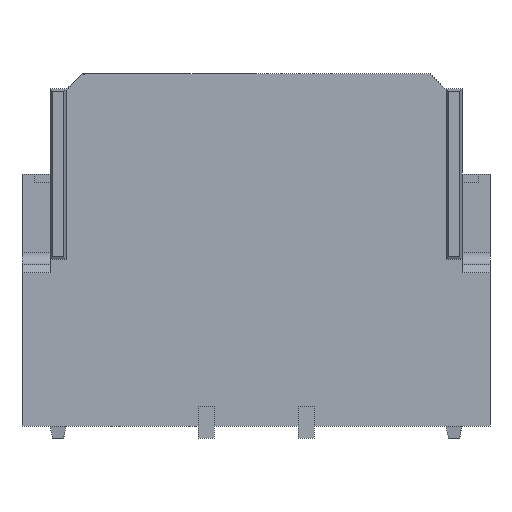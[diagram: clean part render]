
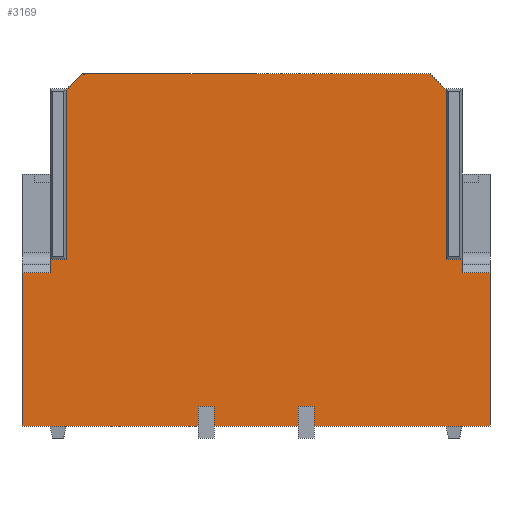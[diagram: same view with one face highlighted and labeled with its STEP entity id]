
A CAD part, front view. The second image highlights one B-rep face of the part: STEP entity #3169.
In plain terms, the highlighted planar face has unit normal (0, -1, 0).
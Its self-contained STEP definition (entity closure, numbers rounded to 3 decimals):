
#13=DIRECTION('',(1.,0.,0.));
#14=VECTOR('',#13,2.2);
#15=CARTESIAN_POINT('',(0.725,-2.725,-2.2));
#16=LINE('',#15,#14);
#53=DIRECTION('',(1.,0.,0.));
#54=VECTOR('',#53,2.2);
#55=CARTESIAN_POINT('',(-2.925,-2.725,-2.2));
#56=LINE('',#55,#54);
#69=DIRECTION('',(1.,0.,0.));
#70=VECTOR('',#69,1.05);
#71=CARTESIAN_POINT('',(-0.525,-2.725,-2.2));
#72=LINE('',#71,#70);
#132=DIRECTION('',(-1.,0.,0.));
#133=VECTOR('',#132,0.35);
#134=CARTESIAN_POINT('',(2.925,-2.725,-0.285));
#135=LINE('',#134,#133);
#136=DIRECTION('',(0.,0.,1.));
#137=VECTOR('',#136,0.25);
#138=CARTESIAN_POINT('',(0.725,-2.725,-2.2));
#139=LINE('',#138,#137);
#140=DIRECTION('',(1.,0.,0.));
#141=VECTOR('',#140,0.2);
#142=CARTESIAN_POINT('',(0.525,-2.725,-1.95));
#143=LINE('',#142,#141);
#144=DIRECTION('',(0.,0.,1.));
#145=VECTOR('',#144,0.25);
#146=CARTESIAN_POINT('',(0.525,-2.725,-2.2));
#147=LINE('',#146,#145);
#148=DIRECTION('',(0.,0.,-1.));
#149=VECTOR('',#148,0.25);
#150=CARTESIAN_POINT('',(-0.525,-2.725,-1.95));
#151=LINE('',#150,#149);
#152=DIRECTION('',(1.,0.,0.));
#153=VECTOR('',#152,0.2);
#154=CARTESIAN_POINT('',(-0.725,-2.725,-1.95));
#155=LINE('',#154,#153);
#156=DIRECTION('',(0.,0.,-1.));
#157=VECTOR('',#156,0.25);
#158=CARTESIAN_POINT('',(-0.725,-2.725,-1.95));
#159=LINE('',#158,#157);
#160=DIRECTION('',(0.,0.,1.));
#161=VECTOR('',#160,1.915);
#162=CARTESIAN_POINT('',(-2.925,-2.725,-2.2));
#163=LINE('',#162,#161);
#164=DIRECTION('',(-1.,0.,0.));
#165=VECTOR('',#164,0.35);
#166=CARTESIAN_POINT('',(-2.575,-2.725,-0.285));
#167=LINE('',#166,#165);
#168=DIRECTION('',(-1.,0.,0.));
#169=VECTOR('',#168,0.2);
#170=CARTESIAN_POINT('',(-2.375,-2.725,-0.115));
#171=LINE('',#170,#169);
#172=DIRECTION('',(0.,0.,1.));
#173=VECTOR('',#172,2.115);
#174=CARTESIAN_POINT('',(-2.375,-2.725,-0.115));
#175=LINE('',#174,#173);
#176=DIRECTION('',(-0.707,0.,-0.707));
#177=VECTOR('',#176,0.283);
#178=CARTESIAN_POINT('',(-2.175,-2.725,2.2));
#179=LINE('',#178,#177);
#180=DIRECTION('',(-0.707,0.,0.707));
#181=VECTOR('',#180,0.283);
#182=CARTESIAN_POINT('',(2.375,-2.725,2.));
#183=LINE('',#182,#181);
#184=DIRECTION('',(0.,0.,1.));
#185=VECTOR('',#184,2.115);
#186=CARTESIAN_POINT('',(2.375,-2.725,-0.115));
#187=LINE('',#186,#185);
#188=DIRECTION('',(1.,0.,0.));
#189=VECTOR('',#188,0.2);
#190=CARTESIAN_POINT('',(2.375,-2.725,-0.115));
#191=LINE('',#190,#189);
#204=DIRECTION('',(0.,0.,1.));
#205=VECTOR('',#204,0.17);
#206=CARTESIAN_POINT('',(2.575,-2.725,-0.285));
#207=LINE('',#206,#205);
#1150=DIRECTION('',(1.,0.,0.));
#1151=VECTOR('',#1150,4.35);
#1152=CARTESIAN_POINT('',(-2.175,-2.725,2.2));
#1153=LINE('',#1152,#1151);
#1222=DIRECTION('',(0.,0.,-1.));
#1223=VECTOR('',#1222,0.17);
#1224=CARTESIAN_POINT('',(-2.575,-2.725,-0.115));
#1225=LINE('',#1224,#1223);
#1603=DIRECTION('',(0.,0.,1.));
#1604=VECTOR('',#1603,1.915);
#1605=CARTESIAN_POINT('',(2.925,-2.725,-2.2));
#1606=LINE('',#1605,#1604);
#2348=CARTESIAN_POINT('',(-2.175,-2.725,2.2));
#2350=VERTEX_POINT('',#2348);
#2377=CARTESIAN_POINT('',(2.175,-2.725,2.2));
#2378=VERTEX_POINT('',#2377);
#2455=CARTESIAN_POINT('',(-2.375,-2.725,2.));
#2456=VERTEX_POINT('',#2455);
#2457=CARTESIAN_POINT('',(2.375,-2.725,2.));
#2458=VERTEX_POINT('',#2457);
#2459=CARTESIAN_POINT('',(-2.375,-2.725,-0.115));
#2460=CARTESIAN_POINT('',(-2.575,-2.725,-0.115));
#2461=VERTEX_POINT('',#2459);
#2462=VERTEX_POINT('',#2460);
#2479=CARTESIAN_POINT('',(2.375,-2.725,-0.115));
#2480=CARTESIAN_POINT('',(2.575,-2.725,-0.115));
#2481=VERTEX_POINT('',#2479);
#2482=VERTEX_POINT('',#2480);
#2667=CARTESIAN_POINT('',(2.925,-2.725,-2.2));
#2668=VERTEX_POINT('',#2667);
#2669=CARTESIAN_POINT('',(-2.925,-2.725,-2.2));
#2670=VERTEX_POINT('',#2669);
#2687=CARTESIAN_POINT('',(-0.725,-2.725,-1.95));
#2688=CARTESIAN_POINT('',(-0.725,-2.725,-2.2));
#2689=VERTEX_POINT('',#2687);
#2690=VERTEX_POINT('',#2688);
#2691=CARTESIAN_POINT('',(-0.525,-2.725,-1.95));
#2692=CARTESIAN_POINT('',(-0.525,-2.725,-2.2));
#2693=VERTEX_POINT('',#2691);
#2694=VERTEX_POINT('',#2692);
#2895=CARTESIAN_POINT('',(2.925,-2.725,-0.285));
#2896=VERTEX_POINT('',#2895);
#2897=CARTESIAN_POINT('',(2.575,-2.725,-0.285));
#2898=VERTEX_POINT('',#2897);
#2899=CARTESIAN_POINT('',(-2.925,-2.725,-0.285));
#2901=VERTEX_POINT('',#2899);
#2905=CARTESIAN_POINT('',(-2.575,-2.725,-0.285));
#2906=VERTEX_POINT('',#2905);
#2975=CARTESIAN_POINT('',(0.525,-2.725,-2.2));
#2977=VERTEX_POINT('',#2975);
#2979=CARTESIAN_POINT('',(0.725,-2.725,-2.2));
#2981=VERTEX_POINT('',#2979);
#2983=CARTESIAN_POINT('',(0.525,-2.725,-1.95));
#2984=VERTEX_POINT('',#2983);
#2985=CARTESIAN_POINT('',(0.725,-2.725,-1.95));
#2986=VERTEX_POINT('',#2985);
#3122=CARTESIAN_POINT('',(-2.925,-2.725,-2.2));
#3123=DIRECTION('',(0.,-1.,0.));
#3124=DIRECTION('',(1.,0.,0.));
#3125=AXIS2_PLACEMENT_3D('',#3122,#3123,#3124);
#3126=PLANE('',#3125);
#3128=ORIENTED_EDGE('',*,*,#3127,.F.);
#3130=ORIENTED_EDGE('',*,*,#3129,.F.);
#3131=ORIENTED_EDGE('',*,*,#3022,.F.);
#3133=ORIENTED_EDGE('',*,*,#3132,.T.);
#3135=ORIENTED_EDGE('',*,*,#3134,.F.);
#3136=ORIENTED_EDGE('',*,*,#3065,.F.);
#3137=ORIENTED_EDGE('',*,*,#3054,.F.);
#3139=ORIENTED_EDGE('',*,*,#3138,.F.);
#3141=ORIENTED_EDGE('',*,*,#3140,.F.);
#3143=ORIENTED_EDGE('',*,*,#3142,.T.);
#3144=ORIENTED_EDGE('',*,*,#3046,.F.);
#3146=ORIENTED_EDGE('',*,*,#3145,.T.);
#3148=ORIENTED_EDGE('',*,*,#3147,.F.);
#3150=ORIENTED_EDGE('',*,*,#3149,.F.);
#3152=ORIENTED_EDGE('',*,*,#3151,.F.);
#3154=ORIENTED_EDGE('',*,*,#3153,.T.);
#3156=ORIENTED_EDGE('',*,*,#3155,.F.);
#3158=ORIENTED_EDGE('',*,*,#3157,.T.);
#3160=ORIENTED_EDGE('',*,*,#3159,.F.);
#3162=ORIENTED_EDGE('',*,*,#3161,.F.);
#3164=ORIENTED_EDGE('',*,*,#3163,.T.);
#3166=ORIENTED_EDGE('',*,*,#3165,.F.);
#3167=EDGE_LOOP('',(#3128,#3130,#3131,#3133,#3135,#3136,#3137,#3139,#3141,#3143,
#3144,#3146,#3148,#3150,#3152,#3154,#3156,#3158,#3160,#3162,#3164,#3166));
#3168=FACE_OUTER_BOUND('',#3167,.F.);
#3169=ADVANCED_FACE('',(#3168),#3126,.T.);
#3022=EDGE_CURVE('',#2981,#2668,#16,.T.);
#3046=EDGE_CURVE('',#2670,#2690,#56,.T.);
#3054=EDGE_CURVE('',#2694,#2977,#72,.T.);
#3065=EDGE_CURVE('',#2977,#2984,#147,.T.);
#3127=EDGE_CURVE('',#2896,#2898,#135,.T.);
#3129=EDGE_CURVE('',#2668,#2896,#1606,.T.);
#3132=EDGE_CURVE('',#2981,#2986,#139,.T.);
#3134=EDGE_CURVE('',#2984,#2986,#143,.T.);
#3138=EDGE_CURVE('',#2693,#2694,#151,.T.);
#3140=EDGE_CURVE('',#2689,#2693,#155,.T.);
#3142=EDGE_CURVE('',#2689,#2690,#159,.T.);
#3145=EDGE_CURVE('',#2670,#2901,#163,.T.);
#3147=EDGE_CURVE('',#2906,#2901,#167,.T.);
#3149=EDGE_CURVE('',#2462,#2906,#1225,.T.);
#3151=EDGE_CURVE('',#2461,#2462,#171,.T.);
#3153=EDGE_CURVE('',#2461,#2456,#175,.T.);
#3155=EDGE_CURVE('',#2350,#2456,#179,.T.);
#3157=EDGE_CURVE('',#2350,#2378,#1153,.T.);
#3159=EDGE_CURVE('',#2458,#2378,#183,.T.);
#3161=EDGE_CURVE('',#2481,#2458,#187,.T.);
#3163=EDGE_CURVE('',#2481,#2482,#191,.T.);
#3165=EDGE_CURVE('',#2898,#2482,#207,.T.);
